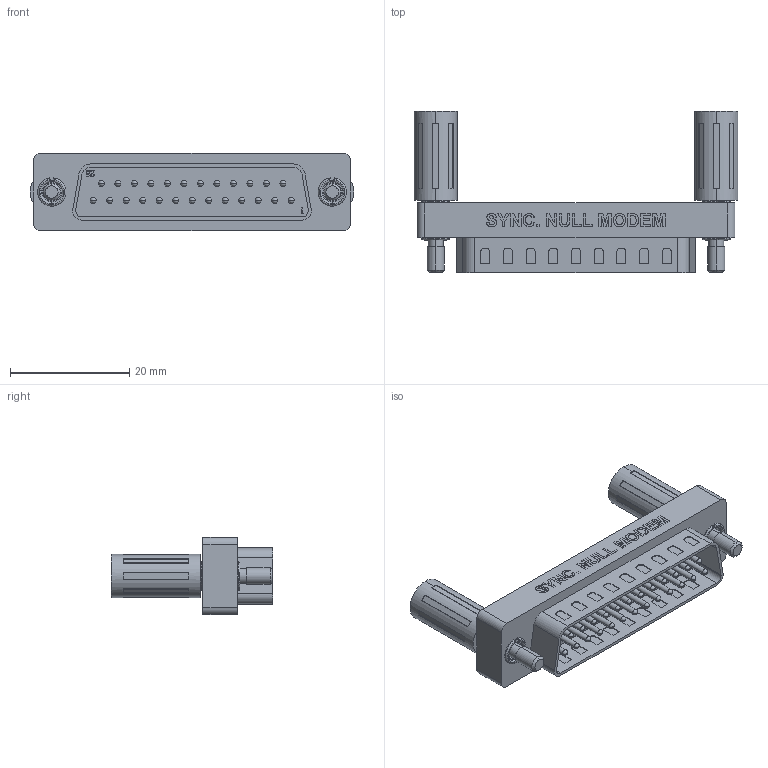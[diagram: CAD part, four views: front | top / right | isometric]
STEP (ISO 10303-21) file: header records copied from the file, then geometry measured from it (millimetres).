
FILE_DESCRIPTION (( 'STEP AP203' ), '1' );
FILE_NAME ('DMA019S.STEP', '2006-06-23T18:44:22', ( 'lcom' ), ( 'lcom' ), 'SwSTEP 2.0', 'SolidWorks 2006004', '' );
FILE_SCHEMA (( 'CONFIG_CONTROL_DESIGN' ));
Length unit declared in the file: inch
Products named in the file (4): DGB25F-MA1_SP18583; SD25P_Without Mounting Flange and Solder Cups; DMA019S; DG259-MA2
Assembly tree (4 placements, depth 2):
  DMA019S
    DG259-MA2  x2
    SD25P_Without Mounting Flange and Solder Cups
    DGB25F-MA1_SP18583
Bounding box: 54.31 x 27.13 x 12.95 mm (x, y, z)
Volume: 5663 mm3; surface area: 5607 mm2
Topology: 4 solids, 4 shells, 826 faces, 2179 edges, 1421 vertices
Faces by surface type: plane 477, cylinder 172, bspline 111, sphere 50, torus 12, cone 4
Entity records: 33393 total; most frequent: CARTESIAN_POINT 14678, ORIENTED_EDGE 3910, DIRECTION 3465, EDGE_CURVE 1955, VECTOR 1309, LINE 1309, VERTEX_POINT 1289, AXIS2_PLACEMENT_3D 1078
